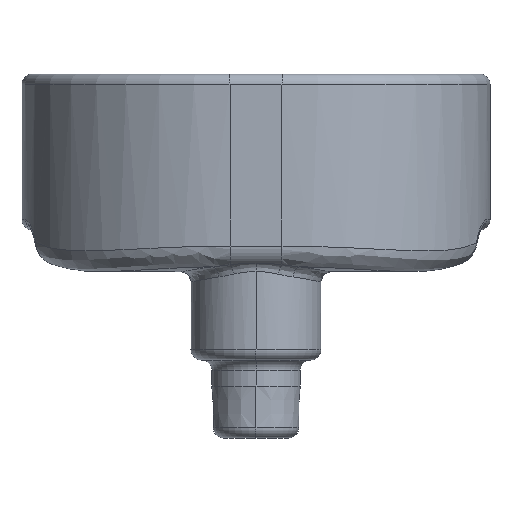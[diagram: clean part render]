
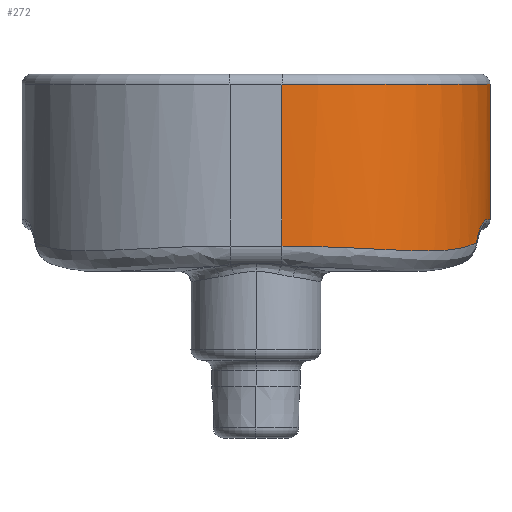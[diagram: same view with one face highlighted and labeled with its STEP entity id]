
A CAD part, left-side view. The second image highlights one B-rep face of the part: STEP entity #272.
In plain terms, the highlighted cylindrical face has radius 4 mm (diameter 8 mm), a partial arc.
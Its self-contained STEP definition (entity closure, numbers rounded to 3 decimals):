
#70=B_SPLINE_CURVE_WITH_KNOTS('',3,(#2240,#2241,#2242,#2243,#2244,#2245,
#2246,#2247,#2248,#2249,#2250,#2251,#2252,#2253),.UNSPECIFIED.,.F.,.F.,
(4,2,2,2,2,2,4),(0.,0.125,0.25,0.5,0.625,0.75,1.),.UNSPECIFIED.);
#71=B_SPLINE_CURVE_WITH_KNOTS('',3,(#2255,#2256,#2257,#2258,#2259,#2260,
#2261,#2262,#2263,#2264,#2265,#2266,#2267,#2268),.UNSPECIFIED.,.F.,.F.,
(4,1,1,1,1,1,1,1,1,1,1,4),(0.,0.091,0.182,0.273,
0.364,0.455,0.545,0.636,0.727,
0.818,0.909,1.),.UNSPECIFIED.);
#126=CYLINDRICAL_SURFACE('',#1543,4.);
#181=FACE_OUTER_BOUND('',#383,.T.);
#272=ADVANCED_FACE('',(#181),#126,.T.);
#383=EDGE_LOOP('',(#639,#640,#641,#642,#643,#644));
#483=CIRCLE('',#1540,4.);
#484=CIRCLE('',#1542,4.);
#639=ORIENTED_EDGE('',*,*,#1170,.F.);
#640=ORIENTED_EDGE('',*,*,#1171,.T.);
#641=ORIENTED_EDGE('',*,*,#1172,.T.);
#642=ORIENTED_EDGE('',*,*,#1169,.T.);
#643=ORIENTED_EDGE('',*,*,#1173,.T.);
#644=ORIENTED_EDGE('',*,*,#1174,.F.);
#1024=VERTEX_POINT('',#2230);
#1025=VERTEX_POINT('',#2234);
#1026=VERTEX_POINT('',#2238);
#1027=VERTEX_POINT('',#2239);
#1028=VERTEX_POINT('',#2254);
#1029=VERTEX_POINT('',#2270);
#1169=EDGE_CURVE('',#1025,#1024,#483,.T.);
#1170=EDGE_CURVE('',#1026,#1027,#1356,.T.);
#1171=EDGE_CURVE('',#1026,#1028,#70,.T.);
#1172=EDGE_CURVE('',#1028,#1025,#71,.T.);
#1173=EDGE_CURVE('',#1024,#1029,#1357,.T.);
#1174=EDGE_CURVE('',#1027,#1029,#484,.T.);
#1356=LINE('',#2237,#1436);
#1357=LINE('',#2269,#1437);
#1436=VECTOR('',#1772,1.);
#1437=VECTOR('',#1773,1.);
#1540=AXIS2_PLACEMENT_3D('',#2235,#1768,#1769);
#1542=AXIS2_PLACEMENT_3D('',#2271,#1774,#1775);
#1543=AXIS2_PLACEMENT_3D('',#2272,#1776,#1777);
#1768=DIRECTION('',(0.,0.,1.));
#1769=DIRECTION('',(-0.184,-0.983,0.));
#1772=DIRECTION('',(0.,0.,1.));
#1773=DIRECTION('',(0.,0.,1.));
#1774=DIRECTION('',(0.,0.,1.));
#1775=DIRECTION('',(-1.,0.,0.));
#1776=DIRECTION('',(0.,0.,1.));
#1777=DIRECTION('',(1.,0.,0.));
#2230=CARTESIAN_POINT('',(-1.5,-4.5,-2.8));
#2234=CARTESIAN_POINT('',(-2.237,-4.432,-2.8));
#2235=CARTESIAN_POINT('',(-1.5,-0.5,-2.8));
#2237=CARTESIAN_POINT('',(-5.5,-0.5,-3.31));
#2238=CARTESIAN_POINT('',(-5.5,-0.5,-3.31));
#2239=CARTESIAN_POINT('',(-5.5,-0.5,-0.2));
#2240=CARTESIAN_POINT('',(-5.5,-0.5,-3.31));
#2241=CARTESIAN_POINT('',(-5.5,-0.688,-3.31));
#2242=CARTESIAN_POINT('',(-5.487,-0.891,-3.313));
#2243=CARTESIAN_POINT('',(-5.421,-1.318,-3.323));
#2244=CARTESIAN_POINT('',(-5.358,-1.577,-3.332));
#2245=CARTESIAN_POINT('',(-5.159,-2.17,-3.358));
#2246=CARTESIAN_POINT('',(-4.982,-2.519,-3.38));
#2247=CARTESIAN_POINT('',(-4.582,-3.059,-3.399));
#2248=CARTESIAN_POINT('',(-4.442,-3.217,-3.401));
#2249=CARTESIAN_POINT('',(-4.162,-3.492,-3.397));
#2250=CARTESIAN_POINT('',(-4.045,-3.592,-3.393));
#2251=CARTESIAN_POINT('',(-3.573,-3.944,-3.359));
#2252=CARTESIAN_POINT('',(-3.243,-4.116,-3.312));
#2253=CARTESIAN_POINT('',(-2.922,-4.239,-3.242));
#2254=CARTESIAN_POINT('',(-2.922,-4.239,-3.242));
#2255=CARTESIAN_POINT('',(-2.922,-4.239,-3.242));
#2256=CARTESIAN_POINT('',(-2.914,-4.242,-3.224));
#2257=CARTESIAN_POINT('',(-2.898,-4.248,-3.189));
#2258=CARTESIAN_POINT('',(-2.869,-4.258,-3.139));
#2259=CARTESIAN_POINT('',(-2.836,-4.27,-3.092));
#2260=CARTESIAN_POINT('',(-2.8,-4.283,-3.047));
#2261=CARTESIAN_POINT('',(-2.757,-4.298,-3.003));
#2262=CARTESIAN_POINT('',(-2.706,-4.314,-2.958));
#2263=CARTESIAN_POINT('',(-2.643,-4.334,-2.914));
#2264=CARTESIAN_POINT('',(-2.566,-4.356,-2.871));
#2265=CARTESIAN_POINT('',(-2.471,-4.381,-2.834));
#2266=CARTESIAN_POINT('',(-2.361,-4.407,-2.807));
#2267=CARTESIAN_POINT('',(-2.28,-4.424,-2.8));
#2268=CARTESIAN_POINT('',(-2.237,-4.432,-2.8));
#2269=CARTESIAN_POINT('',(-1.5,-4.5,-2.8));
#2270=CARTESIAN_POINT('',(-1.5,-4.5,-0.2));
#2271=CARTESIAN_POINT('',(-1.5,-0.5,-0.2));
#2272=CARTESIAN_POINT('',(-1.5,-0.5,0.));
